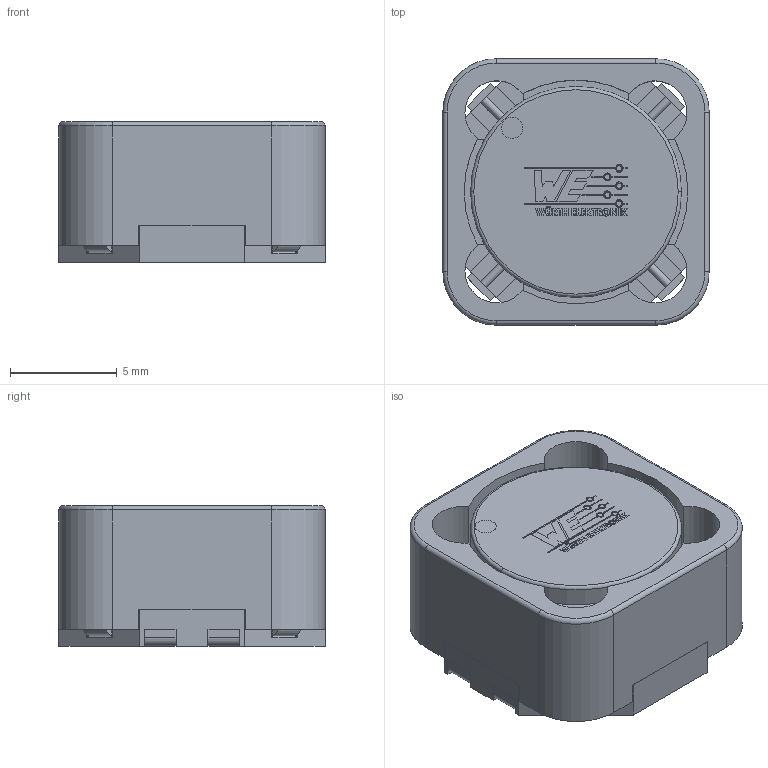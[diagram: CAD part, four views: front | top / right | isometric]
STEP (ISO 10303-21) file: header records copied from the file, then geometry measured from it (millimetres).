
FILE_DESCRIPTION (( 'STEP AP214' ), '1' );
FILE_NAME ('744282010.STEP', '2022-10-14T03:59:36', ( '' ), ( '' ), 'SwSTEP 2.0', 'SolidWorks 2022', '' );
FILE_SCHEMA (( 'AUTOMOTIVE_DESIGN' ));
Length unit declared in the file: millimetre
Products named in the file (10): Pin_2; Deckel; 744282010; Kern_3; Kern_4; Kern_5; Wurth Logo; Kern_2; Pin_1; Kern
Assembly tree (11 placements, depth 2):
  744282010
    Pin_1  x2
    Deckel
    Kern
    Kern_2
    Kern_3
    Kern_4
    Kern_5
    Pin_2  x2
    Wurth Logo
Bounding box: 12.5 x 12.5 x 6.6 mm (x, y, z)
Volume: 632.9 mm3; surface area: 1539.9 mm2
Topology: 35 solids, 35 shells, 690 faces, 1804 edges, 1174 vertices
Faces by surface type: plane 412, bspline 178, cylinder 94, torus 6
Entity records: 36345 total; most frequent: CARTESIAN_POINT 21184, ORIENTED_EDGE 3338, DIRECTION 2347, EDGE_CURVE 1669, VECTOR 1101, LINE 1101, VERTEX_POINT 1084, EDGE_LOOP 665
